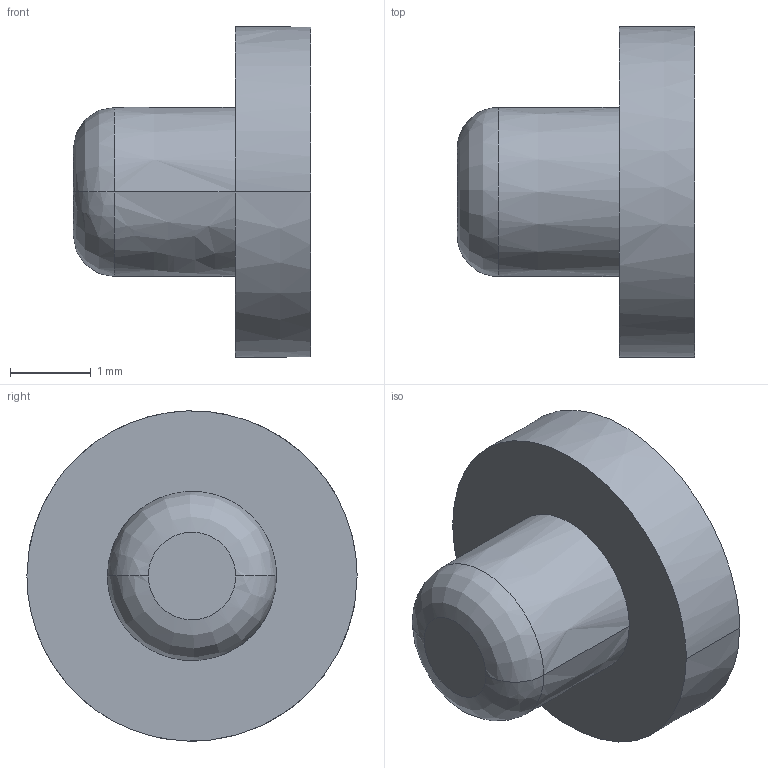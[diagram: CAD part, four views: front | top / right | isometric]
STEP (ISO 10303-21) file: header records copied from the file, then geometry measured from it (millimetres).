
FILE_DESCRIPTION(('HOOPS Exchange Step'),'2;1');
FILE_NAME('Button.stp','2025-10-18T15:31:58+02:00',('sergi'),('Unknown organisation'),'HOOPS Exchange 2023.2','HOOPS Exchange','Unknown authorisation');
FILE_SCHEMA( ('AP203_CONFIGURATION_CONTROLLED_3D_DESIGN_OF_MECHANICAL_PARTS_AND_ASSEMBLIES_MIM_LF') );
Length unit declared in the file: millimetre
Products named in the file (1): Button
Bounding box: 2.93 x 4.08 x 4.08 mm (x, y, z)
Volume: 15.9 mm3; surface area: 51.5 mm2
Topology: 1 solids, 1 shells, 11 faces, 22 edges, 15 vertices
Faces by surface type: bspline 6, plane 4, cone 1
Entity records: 2309 total; most frequent: CARTESIAN_POINT 2092, ORIENTED_EDGE 44, DIRECTION 29, EDGE_CURVE 22, VERTEX_POINT 15, AXIS2_PLACEMENT_3D 13, EDGE_LOOP 13, FACE_BOUND 13
